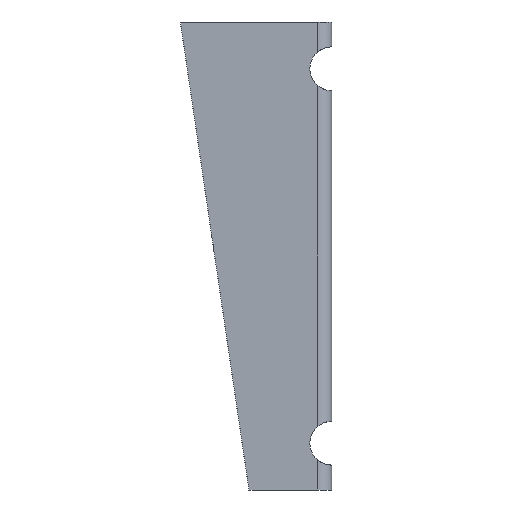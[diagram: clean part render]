
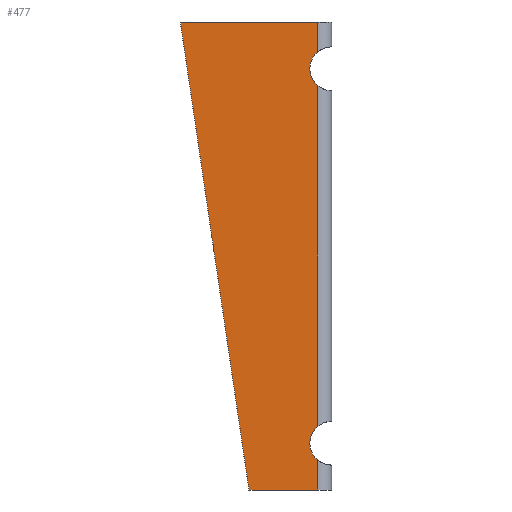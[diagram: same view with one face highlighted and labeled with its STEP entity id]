
A CAD part, left-side view. The second image highlights one B-rep face of the part: STEP entity #477.
In plain terms, the highlighted planar face has unit normal (-1, 0, 0).
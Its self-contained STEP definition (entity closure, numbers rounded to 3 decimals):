
#61=CARTESIAN_POINT('Vertex',(-26.5,14.,30.)) ;
#66=CARTESIAN_POINT('Axis2P3D Location',(-26.5,0.,30.)) ;
#70=CARTESIAN_POINT('Vertex',(-26.5,9.,19.276)) ;
#380=CARTESIAN_POINT('Line Origine',(-26.5,9.,150.)) ;
#384=CARTESIAN_POINT('Vertex',(-26.5,9.,0.)) ;
#406=CARTESIAN_POINT('Axis2P3D Location',(-26.5,9.,0.)) ;
#411=CARTESIAN_POINT('Axis2P3D Location',(-26.5,0.,30.)) ;
#415=CARTESIAN_POINT('Vertex',(-26.5,9.,40.724)) ;
#418=CARTESIAN_POINT('Line Origine',(-26.5,9.,150.)) ;
#422=CARTESIAN_POINT('Vertex',(-26.5,9.,259.276)) ;
#425=CARTESIAN_POINT('Axis2P3D Location',(-26.5,0.,270.)) ;
#429=CARTESIAN_POINT('Vertex',(-26.5,14.,270.)) ;
#432=CARTESIAN_POINT('Axis2P3D Location',(-26.5,0.,270.)) ;
#436=CARTESIAN_POINT('Vertex',(-26.5,9.,280.724)) ;
#439=CARTESIAN_POINT('Line Origine',(-26.5,9.,290.362)) ;
#443=CARTESIAN_POINT('Vertex',(-26.5,9.,300.)) ;
#446=CARTESIAN_POINT('Line Origine',(-26.5,53.,300.)) ;
#450=CARTESIAN_POINT('Vertex',(-26.5,97.,300.)) ;
#453=CARTESIAN_POINT('Line Origine',(-26.5,75.,150.)) ;
#457=CARTESIAN_POINT('Vertex',(-26.5,53.,0.)) ;
#460=CARTESIAN_POINT('Line Origine',(-26.5,31.,0.)) ;
#67=DIRECTION('Axis2P3D Direction',(-1.,0.,0.)) ;
#381=DIRECTION('Vector Direction',(0.,0.,-1.)) ;
#407=DIRECTION('Axis2P3D Direction',(1.,0.,0.)) ;
#408=DIRECTION('Axis2P3D XDirection',(0.,1.,0.)) ;
#412=DIRECTION('Axis2P3D Direction',(1.,0.,0.)) ;
#419=DIRECTION('Vector Direction',(0.,0.,1.)) ;
#426=DIRECTION('Axis2P3D Direction',(1.,0.,0.)) ;
#433=DIRECTION('Axis2P3D Direction',(1.,0.,0.)) ;
#440=DIRECTION('Vector Direction',(0.,0.,1.)) ;
#447=DIRECTION('Vector Direction',(0.,1.,0.)) ;
#454=DIRECTION('Vector Direction',(0.,-0.145,-0.989)) ;
#461=DIRECTION('Vector Direction',(0.,1.,0.)) ;
#68=AXIS2_PLACEMENT_3D('Circle Axis2P3D',#66,#67,$) ;
#409=AXIS2_PLACEMENT_3D('Plane Axis2P3D',#406,#407,#408) ;
#413=AXIS2_PLACEMENT_3D('Circle Axis2P3D',#411,#412,$) ;
#427=AXIS2_PLACEMENT_3D('Circle Axis2P3D',#425,#426,$) ;
#434=AXIS2_PLACEMENT_3D('Circle Axis2P3D',#432,#433,$) ;
#466=ORIENTED_EDGE('',*,*,#72,.F.) ;
#467=ORIENTED_EDGE('',*,*,#417,.F.) ;
#468=ORIENTED_EDGE('',*,*,#424,.T.) ;
#469=ORIENTED_EDGE('',*,*,#431,.F.) ;
#470=ORIENTED_EDGE('',*,*,#438,.F.) ;
#471=ORIENTED_EDGE('',*,*,#445,.T.) ;
#472=ORIENTED_EDGE('',*,*,#452,.T.) ;
#473=ORIENTED_EDGE('',*,*,#459,.F.) ;
#474=ORIENTED_EDGE('',*,*,#464,.F.) ;
#475=ORIENTED_EDGE('',*,*,#386,.T.) ;
#382=VECTOR('Line Direction',#381,1.) ;
#420=VECTOR('Line Direction',#419,1.) ;
#441=VECTOR('Line Direction',#440,1.) ;
#448=VECTOR('Line Direction',#447,1.) ;
#455=VECTOR('Line Direction',#454,1.) ;
#462=VECTOR('Line Direction',#461,1.) ;
#477=ADVANCED_FACE('Corps principal',(#476),#410,.F.) ;
#69=CIRCLE('generated circle',#68,14.) ;
#414=CIRCLE('generated circle',#413,14.) ;
#428=CIRCLE('generated circle',#427,14.) ;
#435=CIRCLE('generated circle',#434,14.) ;
#72=EDGE_CURVE('',#62,#71,#69,.T.) ;
#386=EDGE_CURVE('',#385,#71,#383,.F.) ;
#417=EDGE_CURVE('',#416,#62,#414,.F.) ;
#424=EDGE_CURVE('',#416,#423,#421,.T.) ;
#431=EDGE_CURVE('',#430,#423,#428,.F.) ;
#438=EDGE_CURVE('',#437,#430,#435,.F.) ;
#445=EDGE_CURVE('',#437,#444,#442,.T.) ;
#452=EDGE_CURVE('',#444,#451,#449,.T.) ;
#459=EDGE_CURVE('',#458,#451,#456,.F.) ;
#464=EDGE_CURVE('',#385,#458,#463,.T.) ;
#465=EDGE_LOOP('',(#466,#467,#468,#469,#470,#471,#472,#473,#474,#475)) ;
#476=FACE_OUTER_BOUND('',#465,.T.) ;
#383=LINE('Line',#380,#382) ;
#421=LINE('Line',#418,#420) ;
#442=LINE('Line',#439,#441) ;
#449=LINE('Line',#446,#448) ;
#456=LINE('Line',#453,#455) ;
#463=LINE('Line',#460,#462) ;
#410=PLANE('Plane',#409) ;
#62=VERTEX_POINT('',#61) ;
#71=VERTEX_POINT('',#70) ;
#385=VERTEX_POINT('',#384) ;
#416=VERTEX_POINT('',#415) ;
#423=VERTEX_POINT('',#422) ;
#430=VERTEX_POINT('',#429) ;
#437=VERTEX_POINT('',#436) ;
#444=VERTEX_POINT('',#443) ;
#451=VERTEX_POINT('',#450) ;
#458=VERTEX_POINT('',#457) ;
